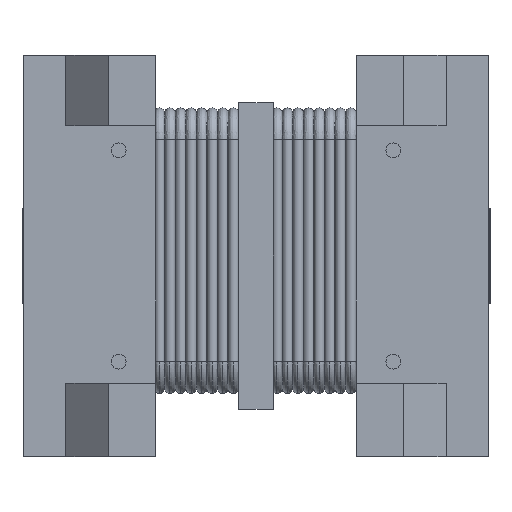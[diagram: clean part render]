
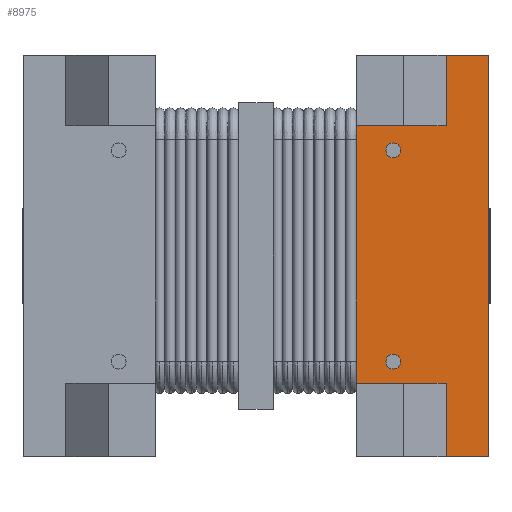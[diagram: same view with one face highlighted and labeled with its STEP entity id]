
A CAD part, front view. The second image highlights one B-rep face of the part: STEP entity #8975.
In plain terms, the highlighted planar face has unit normal (0, -1, 0).
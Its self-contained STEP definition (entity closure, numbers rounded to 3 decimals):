
#36 = CARTESIAN_POINT ( 'NONE',  ( -101.177, -26.145, 17.955 ) ) ;
#69 = LINE ( 'NONE', #2969, #6296 ) ;
#95 = LINE ( 'NONE', #18443, #11346 ) ;
#334 = ORIENTED_EDGE ( 'NONE', *, *, #3590, .F. ) ;
#470 = LINE ( 'NONE', #13601, #13463 ) ;
#582 = VERTEX_POINT ( 'NONE', #11040 ) ;
#1070 = CARTESIAN_POINT ( 'NONE',  ( -94.914, -26.145, 21.288 ) ) ;
#1552 = VERTEX_POINT ( 'NONE', #5162 ) ;
#1763 = CARTESIAN_POINT ( 'NONE',  ( -101.177, -26.145, 19.667 ) ) ;
#1980 = VECTOR ( 'NONE', #4563, 1000. ) ;
#2168 = VERTEX_POINT ( 'NONE', #3485 ) ;
#2493 = ORIENTED_EDGE ( 'NONE', *, *, #13868, .T. ) ;
#2877 = CARTESIAN_POINT ( 'NONE',  ( -96.914, -26.145, 11.862 ) ) ;
#2969 = CARTESIAN_POINT ( 'NONE',  ( -94.914, -26.145, 5.77 ) ) ;
#2973 = DIRECTION ( 'NONE',  ( 0., 0., 1. ) ) ;
#3040 = FACE_OUTER_BOUND ( 'NONE', #11117, .T. ) ;
#3245 = VERTEX_POINT ( 'NONE', #4636 ) ;
#3485 = CARTESIAN_POINT ( 'NONE',  ( -96.914, -26.145, 21.288 ) ) ;
#3590 = EDGE_CURVE ( 'NONE', #582, #7643, #470, .T. ) ;
#4322 = VECTOR ( 'NONE', #20137, 1000. ) ;
#4563 = DIRECTION ( 'NONE',  ( 0., 0., -1. ) ) ;
#4579 = LINE ( 'NONE', #2877, #20238 ) ;
#4636 = CARTESIAN_POINT ( 'NONE',  ( -94.914, -26.145, 21.288 ) ) ;
#4658 = EDGE_CURVE ( 'NONE', #7745, #1552, #8776, .T. ) ;
#5091 = ORIENTED_EDGE ( 'NONE', *, *, #20924, .F. ) ;
#5162 = CARTESIAN_POINT ( 'NONE',  ( -96.914, -26.145, 17.955 ) ) ;
#5388 = ORIENTED_EDGE ( 'NONE', *, *, #18500, .F. ) ;
#5397 = LINE ( 'NONE', #16699, #9875 ) ;
#5891 = VECTOR ( 'NONE', #7744, 1000. ) ;
#6296 = VECTOR ( 'NONE', #19697, 1000. ) ;
#6532 = DIRECTION ( 'NONE',  ( 0., 0., 1. ) ) ;
#6737 = EDGE_CURVE ( 'NONE', #7745, #18807, #16499, .T. ) ;
#7643 = VERTEX_POINT ( 'NONE', #19998 ) ;
#7663 = CARTESIAN_POINT ( 'NONE',  ( -101.177, -26.145, 5.77 ) ) ;
#7695 = PLANE ( 'NONE',  #18883 ) ;
#7744 = DIRECTION ( 'NONE',  ( 1., 0., 0. ) ) ;
#7745 = VERTEX_POINT ( 'NONE', #36 ) ;
#8776 = LINE ( 'NONE', #15338, #4322 ) ;
#8975 = ADVANCED_FACE ( 'NONE', ( #3040 ), #7695, .F. ) ;
#9247 = ORIENTED_EDGE ( 'NONE', *, *, #19666, .F. ) ;
#9404 = CARTESIAN_POINT ( 'NONE',  ( -94.914, -26.145, 11.862 ) ) ;
#9625 = DIRECTION ( 'NONE',  ( 0., 0., 1. ) ) ;
#9731 = EDGE_CURVE ( 'NONE', #18807, #16936, #69, .T. ) ;
#9875 = VECTOR ( 'NONE', #16924, 1000. ) ;
#11040 = CARTESIAN_POINT ( 'NONE',  ( -94.914, -26.145, 2.288 ) ) ;
#11117 = EDGE_LOOP ( 'NONE', ( #12449, #9247, #334, #2493, #5091, #5388, #11733, #16986 ) ) ;
#11346 = VECTOR ( 'NONE', #6532, 1000. ) ;
#11733 = ORIENTED_EDGE ( 'NONE', *, *, #4658, .F. ) ;
#11842 = DIRECTION ( 'NONE',  ( -1., 0., 0. ) ) ;
#12449 = ORIENTED_EDGE ( 'NONE', *, *, #9731, .T. ) ;
#13463 = VECTOR ( 'NONE', #11842, 1000. ) ;
#13601 = CARTESIAN_POINT ( 'NONE',  ( -94.914, -26.145, 2.288 ) ) ;
#13868 = EDGE_CURVE ( 'NONE', #582, #3245, #95, .T. ) ;
#15338 = CARTESIAN_POINT ( 'NONE',  ( -94.914, -26.145, 17.955 ) ) ;
#15488 = CARTESIAN_POINT ( 'NONE',  ( -96.914, -26.145, 5.77 ) ) ;
#16499 = LINE ( 'NONE', #1763, #1980 ) ;
#16699 = CARTESIAN_POINT ( 'NONE',  ( -96.914, -26.145, 11.862 ) ) ;
#16924 = DIRECTION ( 'NONE',  ( 0., 0., 1. ) ) ;
#16936 = VERTEX_POINT ( 'NONE', #15488 ) ;
#16986 = ORIENTED_EDGE ( 'NONE', *, *, #6737, .T. ) ;
#17435 = DIRECTION ( 'NONE',  ( 0., 1., 0. ) ) ;
#18443 = CARTESIAN_POINT ( 'NONE',  ( -94.914, -26.145, 11.788 ) ) ;
#18500 = EDGE_CURVE ( 'NONE', #1552, #2168, #5397, .T. ) ;
#18807 = VERTEX_POINT ( 'NONE', #7663 ) ;
#18883 = AXIS2_PLACEMENT_3D ( 'NONE', #9404, #17435, #9625 ) ;
#18891 = LINE ( 'NONE', #1070, #5891 ) ;
#19666 = EDGE_CURVE ( 'NONE', #7643, #16936, #4579, .T. ) ;
#19697 = DIRECTION ( 'NONE',  ( 1., 0., 0. ) ) ;
#19998 = CARTESIAN_POINT ( 'NONE',  ( -96.914, -26.145, 2.288 ) ) ;
#20137 = DIRECTION ( 'NONE',  ( 1., 0., 0. ) ) ;
#20238 = VECTOR ( 'NONE', #2973, 1000. ) ;
#20924 = EDGE_CURVE ( 'NONE', #2168, #3245, #18891, .T. ) ;
